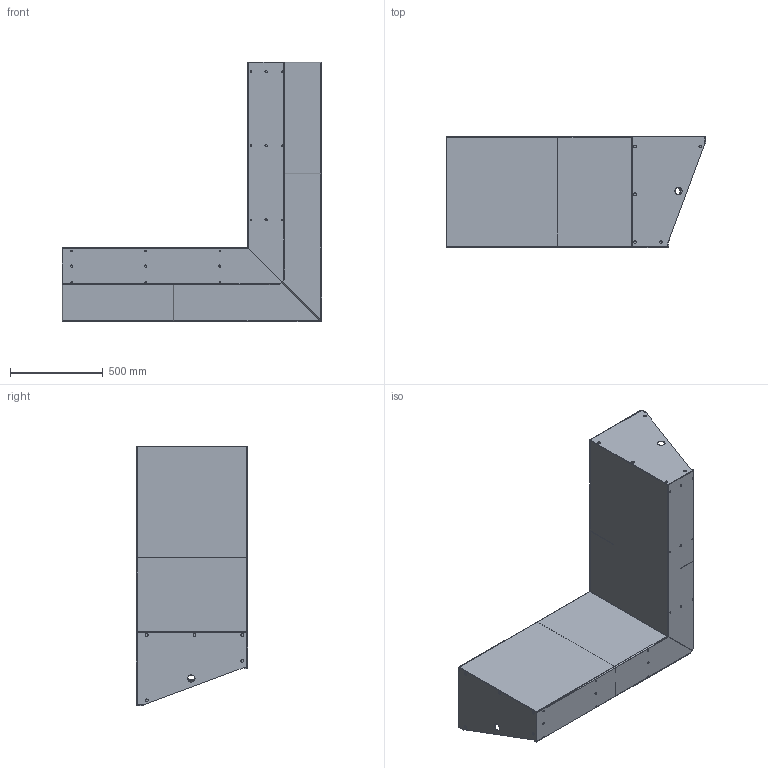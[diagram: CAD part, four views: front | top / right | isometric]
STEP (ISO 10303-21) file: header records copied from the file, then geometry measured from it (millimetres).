
FILE_DESCRIPTION (( 'STEP AP203' ), '1' );
FILE_NAME ('CRSN3_600_1000_400_Wide.STEP', '2020-05-01T07:06:15', ( '' ), ( '' ), 'SwSTEP 2.0', 'SolidWorks 2019', '' );
FILE_SCHEMA (( 'CONFIG_CONTROL_DESIGN' ));
Length unit declared in the file: millimetre
Products named in the file (6): CRSN3_600_1000_400_wall2_Wide; CRSN3_600_1000_400_Wide; CRSN3_600_1000_400_wall1_Wide; CR3_600_400 Con m Wide; CR3_600_400 Con Wide; CR3_600_400 Con Wide Corner
Assembly tree (7 placements, depth 2):
  CRSN3_600_1000_400_Wide
    CRSN3_600_1000_400_wall1_Wide
    CRSN3_600_1000_400_wall2_Wide
    CR3_600_400 Con Wide Corner
    CR3_600_400 Con Wide  x2
    CR3_600_400 Con m Wide  x2
Bounding box: 1400 x 600 x 1400 mm (x, y, z)
Volume: 10876931.3 mm3; surface area: 7315592.9 mm2
Topology: 7 solids, 7 shells, 208 faces, 518 edges, 324 vertices
Faces by surface type: plane 118, cylinder 82, bspline 8
Entity records: 5982 total; most frequent: CARTESIAN_POINT 1180, DIRECTION 864, ORIENTED_EDGE 832, EDGE_CURVE 416, AXIS2_PLACEMENT_3D 292, LINE 280, VECTOR 280, VERTEX_POINT 256
